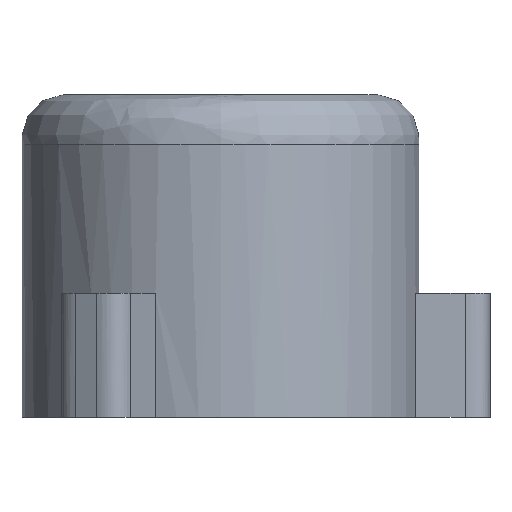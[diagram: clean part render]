
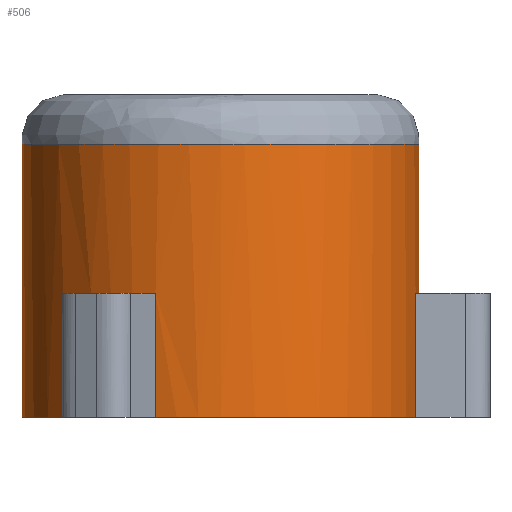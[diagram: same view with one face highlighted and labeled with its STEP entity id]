
A CAD part, left-side view. The second image highlights one B-rep face of the part: STEP entity #506.
In plain terms, the highlighted cylindrical face has radius 4 mm (diameter 8 mm), a full revolution.
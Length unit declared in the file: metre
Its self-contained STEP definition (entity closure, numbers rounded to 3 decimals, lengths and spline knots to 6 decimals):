
#12=CIRCLE('',#543,0.004);
#13=CIRCLE('',#544,0.004);
#14=CIRCLE('',#545,0.004);
#15=CIRCLE('',#546,0.004);
#16=CIRCLE('',#547,0.004);
#17=CIRCLE('',#548,0.004);
#18=CYLINDRICAL_SURFACE('',#542,0.004);
#22=LINE('',#1172,#64);
#23=LINE('',#1177,#65);
#24=LINE('',#1181,#66);
#25=LINE('',#1185,#67);
#26=LINE('',#1189,#68);
#27=LINE('',#1193,#69);
#64=VECTOR('',#579,1.);
#65=VECTOR('',#582,1.);
#66=VECTOR('',#585,1.);
#67=VECTOR('',#588,1.);
#68=VECTOR('',#591,1.);
#69=VECTOR('',#594,1.);
#155=ORIENTED_EDGE('',*,*,#301,.T.);
#156=ORIENTED_EDGE('',*,*,#302,.F.);
#157=ORIENTED_EDGE('',*,*,#303,.T.);
#158=ORIENTED_EDGE('',*,*,#304,.T.);
#159=ORIENTED_EDGE('',*,*,#305,.T.);
#160=ORIENTED_EDGE('',*,*,#306,.F.);
#161=ORIENTED_EDGE('',*,*,#307,.T.);
#162=ORIENTED_EDGE('',*,*,#308,.T.);
#163=ORIENTED_EDGE('',*,*,#309,.T.);
#164=ORIENTED_EDGE('',*,*,#310,.F.);
#165=ORIENTED_EDGE('',*,*,#311,.T.);
#166=ORIENTED_EDGE('',*,*,#312,.T.);
#167=ORIENTED_EDGE('',*,*,#313,.T.);
#301=EDGE_CURVE('',#375,#375,#422,.T.);
#302=EDGE_CURVE('',#376,#377,#22,.T.);
#303=EDGE_CURVE('',#376,#378,#12,.T.);
#304=EDGE_CURVE('',#378,#379,#23,.T.);
#305=EDGE_CURVE('',#379,#380,#13,.T.);
#306=EDGE_CURVE('',#381,#380,#24,.T.);
#307=EDGE_CURVE('',#381,#382,#14,.T.);
#308=EDGE_CURVE('',#382,#383,#25,.T.);
#309=EDGE_CURVE('',#383,#384,#15,.T.);
#310=EDGE_CURVE('',#385,#384,#26,.T.);
#311=EDGE_CURVE('',#385,#386,#16,.T.);
#312=EDGE_CURVE('',#386,#387,#27,.T.);
#313=EDGE_CURVE('',#387,#377,#17,.T.);
#375=VERTEX_POINT('',#1170);
#376=VERTEX_POINT('',#1173);
#377=VERTEX_POINT('',#1174);
#378=VERTEX_POINT('',#1176);
#379=VERTEX_POINT('',#1178);
#380=VERTEX_POINT('',#1180);
#381=VERTEX_POINT('',#1182);
#382=VERTEX_POINT('',#1184);
#383=VERTEX_POINT('',#1186);
#384=VERTEX_POINT('',#1188);
#385=VERTEX_POINT('',#1190);
#386=VERTEX_POINT('',#1192);
#387=VERTEX_POINT('',#1194);
#422=B_SPLINE_CURVE_WITH_KNOTS('',3,(#1159,#1160,#1161,#1162,#1163,#1164,
#1165,#1166,#1167,#1168,#1169),.UNSPECIFIED.,.T.,.F.,(1,1,1,1,1,1,1,1,1,
1,1,1,1,1,1),(-0.375,-0.25,-0.125,0.,0.125,0.25,0.375,0.5,0.625,0.75,0.875,
1.,1.125,1.25,1.375),.UNSPECIFIED.);
#433=EDGE_LOOP('',(#155));
#434=EDGE_LOOP('',(#156,#157,#158,#159,#160,#161,#162,#163,#164,#165,#166,
#167));
#467=FACE_BOUND('',#433,.T.);
#468=FACE_BOUND('',#434,.T.);
#506=ADVANCED_FACE('',(#467,#468),#18,.T.);
#542=AXIS2_PLACEMENT_3D('',#1171,#577,#578);
#543=AXIS2_PLACEMENT_3D('',#1175,#580,#581);
#544=AXIS2_PLACEMENT_3D('',#1179,#583,#584);
#545=AXIS2_PLACEMENT_3D('',#1183,#586,#587);
#546=AXIS2_PLACEMENT_3D('',#1187,#589,#590);
#547=AXIS2_PLACEMENT_3D('',#1191,#592,#593);
#548=AXIS2_PLACEMENT_3D('',#1195,#595,#596);
#577=DIRECTION('',(0.,0.,-1.));
#578=DIRECTION('',(-1.,0.,0.));
#579=DIRECTION('',(0.,0.,-1.));
#580=DIRECTION('',(0.,0.,1.));
#581=DIRECTION('',(1.,0.,0.));
#582=DIRECTION('',(0.,0.,-1.));
#583=DIRECTION('',(0.,0.,1.));
#584=DIRECTION('',(1.,0.,0.));
#585=DIRECTION('',(0.,0.,-1.));
#586=DIRECTION('',(0.,0.,1.));
#587=DIRECTION('',(1.,0.,0.));
#588=DIRECTION('',(0.,0.,-1.));
#589=DIRECTION('',(0.,0.,1.));
#590=DIRECTION('',(1.,0.,0.));
#591=DIRECTION('',(0.,0.,-1.));
#592=DIRECTION('',(0.,0.,1.));
#593=DIRECTION('',(1.,0.,0.));
#594=DIRECTION('',(0.,0.,-1.));
#595=DIRECTION('',(0.,0.,1.));
#596=DIRECTION('',(1.,0.,0.));
#1159=CARTESIAN_POINT('',(-0.003134,-0.003134,0.0055));
#1160=CARTESIAN_POINT('',(-0.004433,0.,0.0055));
#1161=CARTESIAN_POINT('',(-0.003134,0.003134,0.0055));
#1162=CARTESIAN_POINT('',(0.,0.004433,0.0055));
#1163=CARTESIAN_POINT('',(0.003134,0.003134,0.0055));
#1164=CARTESIAN_POINT('',(0.004433,0.,0.0055));
#1165=CARTESIAN_POINT('',(0.003134,-0.003134,0.0055));
#1166=CARTESIAN_POINT('',(0.,-0.004433,0.0055));
#1167=CARTESIAN_POINT('',(-0.003134,-0.003134,0.0055));
#1168=CARTESIAN_POINT('',(-0.004433,0.,0.0055));
#1169=CARTESIAN_POINT('',(-0.003134,0.003134,0.0055));
#1170=CARTESIAN_POINT('',(-0.004,0.,0.0055));
#1171=CARTESIAN_POINT('',(0.,0.,0.0065));
#1172=CARTESIAN_POINT('',(0.003777,0.001318,0.0025));
#1173=CARTESIAN_POINT('',(0.003777,0.001318,0.0025));
#1174=CARTESIAN_POINT('',(0.003777,0.001318,0.));
#1175=CARTESIAN_POINT('',(0.,0.,0.0025));
#1176=CARTESIAN_POINT('',(0.003025,0.002617,0.0025));
#1177=CARTESIAN_POINT('',(0.003025,0.002617,0.0025));
#1178=CARTESIAN_POINT('',(0.003025,0.002617,0.));
#1179=CARTESIAN_POINT('',(0.,0.,0.));
#1180=CARTESIAN_POINT('',(-0.00303,0.002612,0.));
#1181=CARTESIAN_POINT('',(-0.00303,0.002612,0.0025));
#1182=CARTESIAN_POINT('',(-0.00303,0.002612,0.0025));
#1183=CARTESIAN_POINT('',(0.,0.,0.0025));
#1184=CARTESIAN_POINT('',(-0.003779,0.001312,0.0025));
#1185=CARTESIAN_POINT('',(-0.003779,0.001312,0.0025));
#1186=CARTESIAN_POINT('',(-0.003779,0.001312,0.));
#1187=CARTESIAN_POINT('',(0.,0.,0.));
#1188=CARTESIAN_POINT('',(-0.00075,-0.003929,0.));
#1189=CARTESIAN_POINT('',(-0.00075,-0.003929,0.0025));
#1190=CARTESIAN_POINT('',(-0.00075,-0.003929,0.0025));
#1191=CARTESIAN_POINT('',(0.,0.,0.0025));
#1192=CARTESIAN_POINT('',(0.00075,-0.003929,0.0025));
#1193=CARTESIAN_POINT('',(0.00075,-0.003929,0.0025));
#1194=CARTESIAN_POINT('',(0.00075,-0.003929,0.));
#1195=CARTESIAN_POINT('',(0.,0.,0.));
